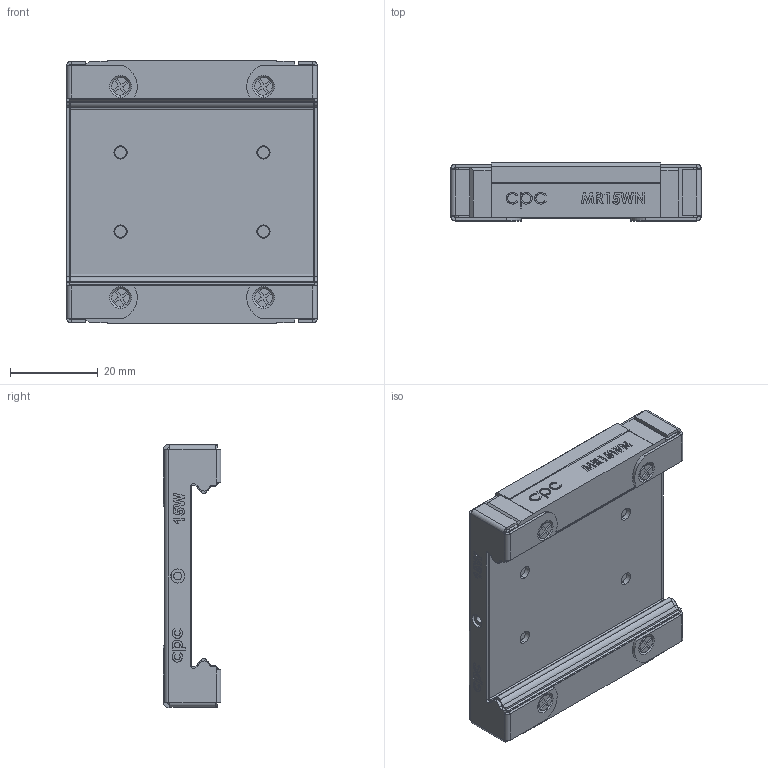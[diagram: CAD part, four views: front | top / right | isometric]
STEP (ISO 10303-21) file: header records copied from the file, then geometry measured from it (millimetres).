
FILE_DESCRIPTION (( 'STEP AP214' ), '1' );
FILE_NAME ('15WN-SUE-ZUE.STEP', '2012-07-13T09:23:28', ( 'CMU02' ), ( '' ), 'SwSTEP 2.0', 'SolidWorks 2010', '' );
FILE_SCHEMA (( 'AUTOMOTIVE_DESIGN' ));
Length unit declared in the file: millimetre
Products named in the file (5): 15WN-SUE-ZUE-block; MR15W-加強片(070504)x4_Default; 埋頭螺絲M3-2_; M2x0.4-screw-2; 15WN-SUE-ZUE
Assembly tree (11 placements, depth 2):
  15WN-SUE-ZUE
    埋頭螺絲M3-2_  x4
    M2x0.4-screw-2  x4
    MR15W-加強片(070504)x4_Default  x2
    15WN-SUE-ZUE-block
Bounding box: 56.9 x 13.1 x 60 mm (x, y, z)
Volume: 27471.6 mm3; surface area: 16713.6 mm2
Topology: 11 solids, 11 shells, 1234 faces, 3222 edges, 2088 vertices
Faces by surface type: plane 721, bspline 300, cylinder 141, cone 72
Entity records: 37739 total; most frequent: CARTESIAN_POINT 17762, ORIENTED_EDGE 4402, DIRECTION 3255, EDGE_CURVE 2201, LINE 1553, VECTOR 1553, VERTEX_POINT 1442, EDGE_LOOP 913
